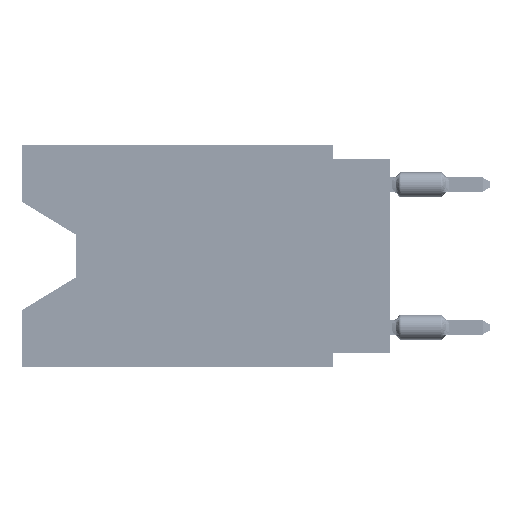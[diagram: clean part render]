
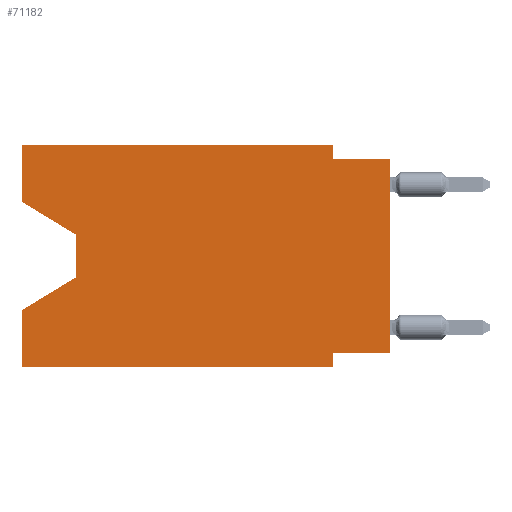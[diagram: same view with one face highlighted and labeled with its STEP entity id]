
A CAD part, left-side view. The second image highlights one B-rep face of the part: STEP entity #71182.
In plain terms, the highlighted planar face has unit normal (-1, 0, 0).
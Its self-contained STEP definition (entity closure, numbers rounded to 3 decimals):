
#73 = LINE ( 'NONE', #14653, #34780 ) ;
#518 = CARTESIAN_POINT ( 'NONE',  ( 0., 16.383, 0. ) ) ;
#1833 = EDGE_CURVE ( 'NONE', #41843, #36964, #37076, .T. ) ;
#2446 = DIRECTION ( 'NONE',  ( 0., -1., 0. ) ) ;
#3695 = ORIENTED_EDGE ( 'NONE', *, *, #70595, .T. ) ;
#5134 = VERTEX_POINT ( 'NONE', #23228 ) ;
#5288 = AXIS2_PLACEMENT_3D ( 'NONE', #518, #39041, #45491 ) ;
#5439 = VERTEX_POINT ( 'NONE', #39837 ) ;
#6589 = ORIENTED_EDGE ( 'NONE', *, *, #20032, .F. ) ;
#7463 = CARTESIAN_POINT ( 'NONE',  ( 0., 0., -0.635 ) ) ;
#9102 = VECTOR ( 'NONE', #38914, 1000. ) ;
#9185 = LINE ( 'NONE', #45702, #29216 ) ;
#9436 = EDGE_CURVE ( 'NONE', #5134, #67650, #55813, .T. ) ;
#9654 = LINE ( 'NONE', #42613, #83673 ) ;
#10525 = EDGE_CURVE ( 'NONE', #66340, #36964, #9185, .T. ) ;
#10637 = VERTEX_POINT ( 'NONE', #28878 ) ;
#10978 = CARTESIAN_POINT ( 'NONE',  ( 0., 16.383, -9.906 ) ) ;
#12819 = LINE ( 'NONE', #33334, #9102 ) ;
#13817 = EDGE_CURVE ( 'NONE', #31889, #66340, #12819, .T. ) ;
#14099 = ORIENTED_EDGE ( 'NONE', *, *, #63825, .F. ) ;
#14249 = CARTESIAN_POINT ( 'NONE',  ( 0., 0., -9.271 ) ) ;
#14467 = VECTOR ( 'NONE', #81387, 1000. ) ;
#14653 = CARTESIAN_POINT ( 'NONE',  ( 0., 16.383, 0. ) ) ;
#14676 = ORIENTED_EDGE ( 'NONE', *, *, #9436, .F. ) ;
#18570 = DIRECTION ( 'NONE',  ( 0., -1., 0. ) ) ;
#19585 = VECTOR ( 'NONE', #18570, 1000. ) ;
#19836 = LINE ( 'NONE', #44674, #19585 ) ;
#20032 = EDGE_CURVE ( 'NONE', #67650, #80287, #19836, .T. ) ;
#22289 = CARTESIAN_POINT ( 'NONE',  ( 0., 0., 0. ) ) ;
#23228 = CARTESIAN_POINT ( 'NONE',  ( 0., 2.54, 0. ) ) ;
#23535 = LINE ( 'NONE', #22289, #14467 ) ;
#28031 = ORIENTED_EDGE ( 'NONE', *, *, #64890, .T. ) ;
#28878 = CARTESIAN_POINT ( 'NONE',  ( 0., 13.97, -4.013 ) ) ;
#29216 = VECTOR ( 'NONE', #78688, 1000. ) ;
#31144 = VECTOR ( 'NONE', #2446, 1000. ) ;
#31889 = VERTEX_POINT ( 'NONE', #14249 ) ;
#32471 = CARTESIAN_POINT ( 'NONE',  ( 0., 2.54, -9.906 ) ) ;
#33334 = CARTESIAN_POINT ( 'NONE',  ( 0., 0., -9.271 ) ) ;
#33514 = ORIENTED_EDGE ( 'NONE', *, *, #40976, .F. ) ;
#34780 = VECTOR ( 'NONE', #66893, 1000. ) ;
#35255 = CARTESIAN_POINT ( 'NONE',  ( 0., 16.383, 0. ) ) ;
#36369 = CARTESIAN_POINT ( 'NONE',  ( 0., 16.383, -2.546 ) ) ;
#36878 = CARTESIAN_POINT ( 'NONE',  ( 0., 13.97, -5.893 ) ) ;
#36964 = VERTEX_POINT ( 'NONE', #32471 ) ;
#37076 = LINE ( 'NONE', #10978, #31144 ) ;
#37573 = EDGE_LOOP ( 'NONE', ( #50443, #3695, #79093, #75072, #77794, #79757, #63328, #28031, #6589, #14676, #14099, #33514 ) ) ;
#38914 = DIRECTION ( 'NONE',  ( 0., 1., 0. ) ) ;
#39041 = DIRECTION ( 'NONE',  ( 1., 0., 0. ) ) ;
#39837 = CARTESIAN_POINT ( 'NONE',  ( 0., 16.383, -7.36 ) ) ;
#40976 = EDGE_CURVE ( 'NONE', #50865, #55209, #73, .T. ) ;
#41843 = VERTEX_POINT ( 'NONE', #45248 ) ;
#42613 = CARTESIAN_POINT ( 'NONE',  ( 0., 16.383, 0. ) ) ;
#43281 = VERTEX_POINT ( 'NONE', #54260 ) ;
#43378 = CARTESIAN_POINT ( 'NONE',  ( 0., 2.54, 0. ) ) ;
#44157 = DIRECTION ( 'NONE',  ( 0., 0.855, -0.519 ) ) ;
#44674 = CARTESIAN_POINT ( 'NONE',  ( 0., 0., -0.635 ) ) ;
#44985 = LINE ( 'NONE', #36878, #49679 ) ;
#45248 = CARTESIAN_POINT ( 'NONE',  ( 0., 16.383, -9.906 ) ) ;
#45491 = DIRECTION ( 'NONE',  ( 0., 0., -1. ) ) ;
#45702 = CARTESIAN_POINT ( 'NONE',  ( 0., 2.54, -9.906 ) ) ;
#45723 = VECTOR ( 'NONE', #73397, 1000. ) ;
#45903 = PLANE ( 'NONE',  #5288 ) ;
#46352 = EDGE_CURVE ( 'NONE', #41843, #5439, #9654, .T. ) ;
#48834 = LINE ( 'NONE', #36369, #65194 ) ;
#48933 = CARTESIAN_POINT ( 'NONE',  ( 0., 2.54, -9.271 ) ) ;
#49679 = VECTOR ( 'NONE', #44157, 1000. ) ;
#49832 = DIRECTION ( 'NONE',  ( 0., 0., -1. ) ) ;
#50443 = ORIENTED_EDGE ( 'NONE', *, *, #82247, .T. ) ;
#50865 = VERTEX_POINT ( 'NONE', #79717 ) ;
#51929 = FACE_OUTER_BOUND ( 'NONE', #37573, .T. ) ;
#54260 = CARTESIAN_POINT ( 'NONE',  ( 0., 13.97, -5.893 ) ) ;
#54496 = VECTOR ( 'NONE', #57599, 1000. ) ;
#54551 = LINE ( 'NONE', #35255, #45723 ) ;
#55209 = VERTEX_POINT ( 'NONE', #58898 ) ;
#55813 = LINE ( 'NONE', #43378, #67434 ) ;
#57599 = DIRECTION ( 'NONE',  ( 0., 0., -1. ) ) ;
#58898 = CARTESIAN_POINT ( 'NONE',  ( 0., 16.383, 0. ) ) ;
#63328 = ORIENTED_EDGE ( 'NONE', *, *, #13817, .F. ) ;
#63825 = EDGE_CURVE ( 'NONE', #55209, #5134, #54551, .T. ) ;
#64890 = EDGE_CURVE ( 'NONE', #31889, #80287, #23535, .T. ) ;
#65194 = VECTOR ( 'NONE', #82635, 1000. ) ;
#66340 = VERTEX_POINT ( 'NONE', #48933 ) ;
#66893 = DIRECTION ( 'NONE',  ( 0., 0., 1. ) ) ;
#67434 = VECTOR ( 'NONE', #49832, 1000. ) ;
#67650 = VERTEX_POINT ( 'NONE', #72860 ) ;
#68744 = DIRECTION ( 'NONE',  ( 0., 0., 1. ) ) ;
#69628 = CARTESIAN_POINT ( 'NONE',  ( 0., 13.97, -4.013 ) ) ;
#70595 = EDGE_CURVE ( 'NONE', #10637, #43281, #76898, .T. ) ;
#71182 = ADVANCED_FACE ( 'NONE', ( #51929 ), #45903, .F. ) ;
#72860 = CARTESIAN_POINT ( 'NONE',  ( 0., 2.54, -0.635 ) ) ;
#73397 = DIRECTION ( 'NONE',  ( 0., -1., 0. ) ) ;
#75072 = ORIENTED_EDGE ( 'NONE', *, *, #46352, .F. ) ;
#75882 = EDGE_CURVE ( 'NONE', #43281, #5439, #44985, .T. ) ;
#76898 = LINE ( 'NONE', #69628, #54496 ) ;
#77794 = ORIENTED_EDGE ( 'NONE', *, *, #1833, .T. ) ;
#78688 = DIRECTION ( 'NONE',  ( 0., 0., -1. ) ) ;
#79093 = ORIENTED_EDGE ( 'NONE', *, *, #75882, .T. ) ;
#79717 = CARTESIAN_POINT ( 'NONE',  ( 0., 16.383, -2.546 ) ) ;
#79757 = ORIENTED_EDGE ( 'NONE', *, *, #10525, .F. ) ;
#80287 = VERTEX_POINT ( 'NONE', #7463 ) ;
#81387 = DIRECTION ( 'NONE',  ( 0., 0., 1. ) ) ;
#82247 = EDGE_CURVE ( 'NONE', #50865, #10637, #48834, .T. ) ;
#82635 = DIRECTION ( 'NONE',  ( 0., -0.855, -0.519 ) ) ;
#83673 = VECTOR ( 'NONE', #68744, 1000. ) ;
